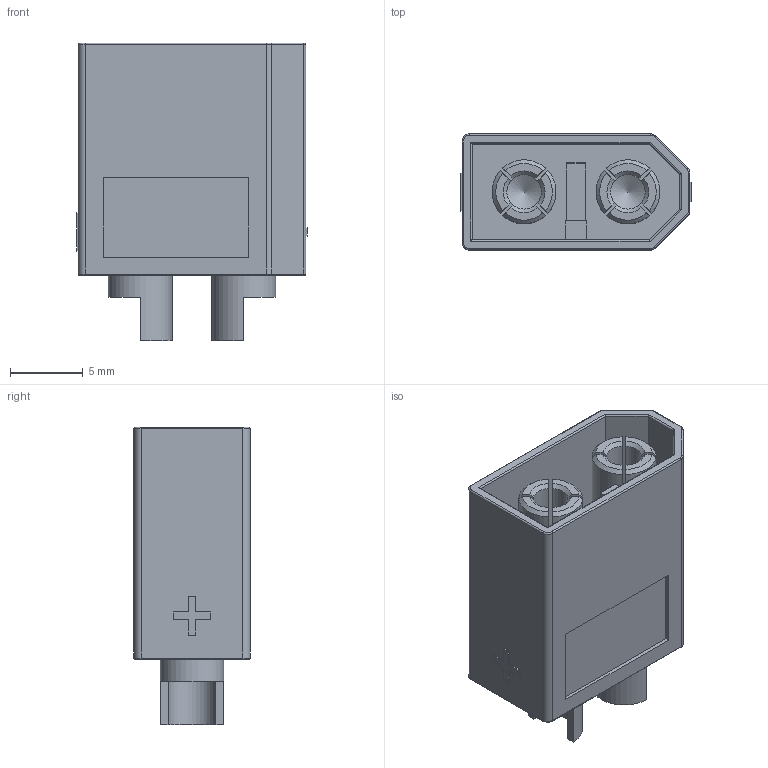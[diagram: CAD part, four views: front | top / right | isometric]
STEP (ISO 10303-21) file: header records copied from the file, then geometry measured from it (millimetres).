
FILE_DESCRIPTION(/* description */ (''),/* implementation_level */ '2;1');
FILE_NAME(/* name */ 'XT60-Male.stp',/* time_stamp */ '2020-03-17T22:15:15-04:00',/* author */ ('Ishaan'),/* organization */ (''),/* preprocessor_version */ 'ST-DEVELOPER v18',/* originating_system */ 'Autodesk Inventor 2020',/* authorisation */ '');
FILE_SCHEMA (('AUTOMOTIVE_DESIGN { 1 0 10303 214 3 1 1 }'));
Length unit declared in the file: millimetre
Products named in the file (1): XT60 Male
Bounding box: 15.9 x 8 x 20.5 mm (x, y, z)
Volume: 1156.2 mm3; surface area: 2144 mm2
Topology: 1 solids, 1 shells, 163 faces, 422 edges, 268 vertices
Faces by surface type: plane 85, cylinder 46, cone 20, torus 12
Full cylindrical faces by diameter (mm): 3.3 x2, 4.4 x2, 6 x2
Entity records: 5029 total; most frequent: CARTESIAN_POINT 914, DIRECTION 854, ORIENTED_EDGE 836, EDGE_CURVE 418, AXIS2_PLACEMENT_3D 304, VERTEX_POINT 268, LINE 246, VECTOR 246
